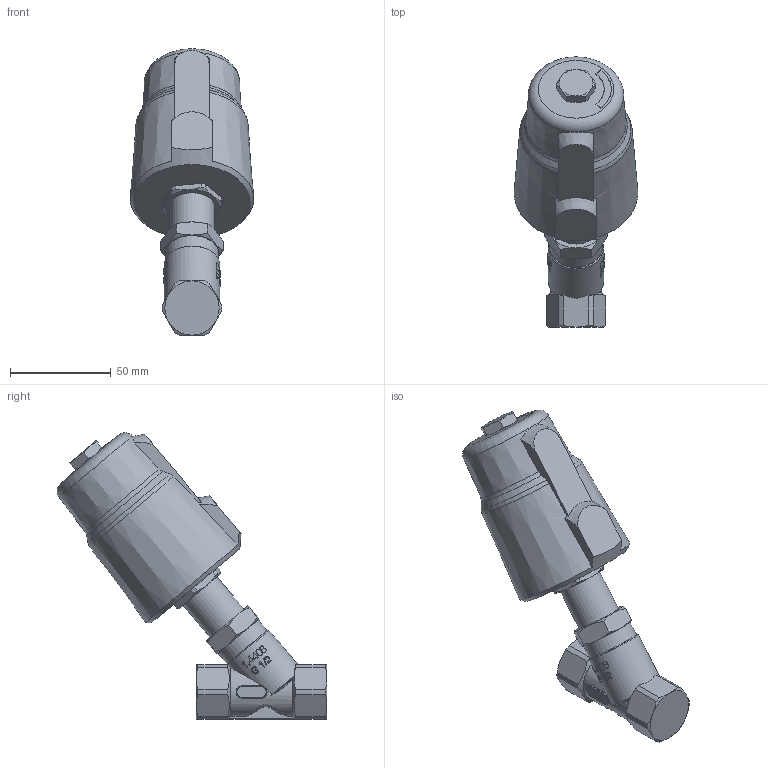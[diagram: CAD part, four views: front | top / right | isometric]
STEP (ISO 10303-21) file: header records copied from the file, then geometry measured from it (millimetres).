
FILE_DESCRIPTION(/* description */ ('3D-Modell'),/* implementation_level */ '2;1');
FILE_NAME(/* name */ '063.001275_A6323-0804-8505.stp',/* time_stamp */ '2018-04-23T10:22:14+02:00',/* author */ ('EFast'),/* organization */ (''),/* preprocessor_version */ 'ST-DEVELOPER v16.1',/* originating_system */ 'Autodesk Inventor 2016',/* authorisation */ '');
FILE_SCHEMA (('AUTOMOTIVE_DESIGN { 1 0 10303 214 3 1 1 }'));
Length unit declared in the file: millimetre
Products named in the file (1): 90-009476
Bounding box: 61.29 x 134.19 x 142.37 mm (x, y, z)
Volume: 265993 mm3; surface area: 30403.4 mm2
Topology: 1 solids, 1 shells, 374 faces, 986 edges, 637 vertices
Faces by surface type: plane 146, bspline 89, cylinder 69, cone 57, torus 13
Full cylindrical faces by diameter (mm): 22 x1, 26 x1
Entity records: 34768 total; most frequent: CARTESIAN_POINT 26672, ORIENTED_EDGE 1948, DIRECTION 1306, EDGE_CURVE 974, VERTEX_POINT 631, AXIS2_PLACEMENT_3D 496, EDGE_LOOP 405, FACE_OUTER_BOUND 374
